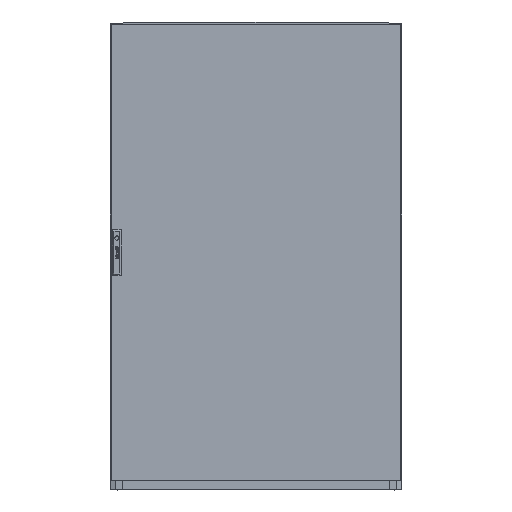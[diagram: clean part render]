
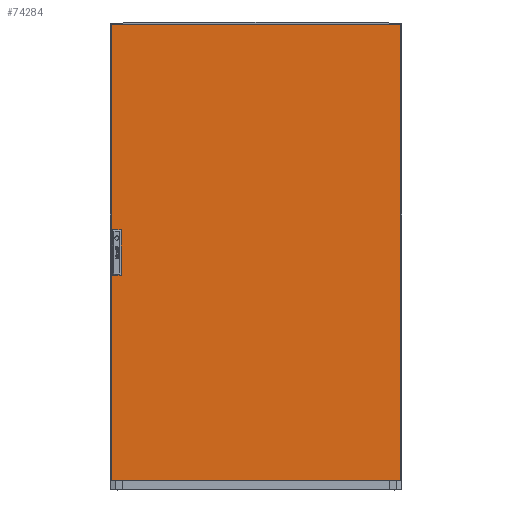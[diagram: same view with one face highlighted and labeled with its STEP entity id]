
A CAD part, top view. The second image highlights one B-rep face of the part: STEP entity #74284.
In plain terms, the highlighted planar face has unit normal (0, 0, 1).
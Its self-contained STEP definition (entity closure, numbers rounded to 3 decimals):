
#1290 = VERTEX_POINT ( 'NONE', #23675 ) ;
#2671 = CARTESIAN_POINT ( 'NONE',  ( 497., 783.5, 0. ) ) ;
#6842 = VECTOR ( 'NONE', #41056, 1000. ) ;
#7682 = ORIENTED_EDGE ( 'NONE', *, *, #80500, .T. ) ;
#9106 = VECTOR ( 'NONE', #38859, 1000. ) ;
#9544 = VECTOR ( 'NONE', #63030, 1000. ) ;
#13061 = EDGE_CURVE ( 'NONE', #105015, #70826, #61338, .T. ) ;
#17092 = DIRECTION ( 'NONE',  ( 0., -1., 0. ) ) ;
#19819 = EDGE_CURVE ( 'NONE', #1290, #105773, #37702, .T. ) ;
#23675 = CARTESIAN_POINT ( 'NONE',  ( -497., -783.5, 0. ) ) ;
#27414 = CARTESIAN_POINT ( 'NONE',  ( -493.4, 78.5, 0. ) ) ;
#27808 = FACE_BOUND ( 'NONE', #42737, .T. ) ;
#31699 = VERTEX_POINT ( 'NONE', #69091 ) ;
#31999 = LINE ( 'NONE', #97778, #6842 ) ;
#32343 = EDGE_LOOP ( 'NONE', ( #58213, #63238, #7682, #53512 ) ) ;
#36111 = VECTOR ( 'NONE', #79482, 1000. ) ;
#37702 = LINE ( 'NONE', #53440, #9544 ) ;
#38859 = DIRECTION ( 'NONE',  ( 0., -1., 0. ) ) ;
#39870 = LINE ( 'NONE', #27414, #53195 ) ;
#41056 = DIRECTION ( 'NONE',  ( -1., 0., 0. ) ) ;
#41837 = EDGE_CURVE ( 'NONE', #70826, #31699, #70370, .T. ) ;
#42737 = EDGE_LOOP ( 'NONE', ( #43799, #111957, #117792, #84464 ) ) ;
#43799 = ORIENTED_EDGE ( 'NONE', *, *, #101143, .T. ) ;
#44185 = CARTESIAN_POINT ( 'NONE',  ( 0., 0., 0. ) ) ;
#45156 = VECTOR ( 'NONE', #89589, 1000. ) ;
#46516 = DIRECTION ( 'NONE',  ( 1., 0., 0. ) ) ;
#47195 = VERTEX_POINT ( 'NONE', #60073 ) ;
#48481 = VECTOR ( 'NONE', #17092, 1000. ) ;
#50225 = LINE ( 'NONE', #2671, #122879 ) ;
#53195 = VECTOR ( 'NONE', #46516, 1000. ) ;
#53440 = CARTESIAN_POINT ( 'NONE',  ( -497., -783.5, 0. ) ) ;
#53512 = ORIENTED_EDGE ( 'NONE', *, *, #19819, .T. ) ;
#53718 = DIRECTION ( 'NONE',  ( 1., 0., 0. ) ) ;
#56535 = LINE ( 'NONE', #86069, #9106 ) ;
#57247 = EDGE_CURVE ( 'NONE', #105773, #78592, #50225, .T. ) ;
#58213 = ORIENTED_EDGE ( 'NONE', *, *, #57247, .T. ) ;
#60073 = CARTESIAN_POINT ( 'NONE',  ( -497., 783.5, 0. ) ) ;
#61338 = LINE ( 'NONE', #89015, #36111 ) ;
#63030 = DIRECTION ( 'NONE',  ( 1., 0., 0. ) ) ;
#63238 = ORIENTED_EDGE ( 'NONE', *, *, #94684, .T. ) ;
#64524 = CARTESIAN_POINT ( 'NONE',  ( -493.4, -78.5, 0. ) ) ;
#69091 = CARTESIAN_POINT ( 'NONE',  ( -463., -78.5, 0. ) ) ;
#70370 = LINE ( 'NONE', #70581, #45156 ) ;
#70581 = CARTESIAN_POINT ( 'NONE',  ( -493.4, -78.5, 0. ) ) ;
#70826 = VERTEX_POINT ( 'NONE', #64524 ) ;
#72372 = EDGE_CURVE ( 'NONE', #119751, #31699, #56535, .T. ) ;
#73668 = LINE ( 'NONE', #73797, #48481 ) ;
#73797 = CARTESIAN_POINT ( 'NONE',  ( -497., 783.5, 0. ) ) ;
#74284 = ADVANCED_FACE ( 'NONE', ( #27808, #81172 ), #109648, .T. ) ;
#76806 = CARTESIAN_POINT ( 'NONE',  ( -493.4, 78.5, 0. ) ) ;
#78592 = VERTEX_POINT ( 'NONE', #82122 ) ;
#79482 = DIRECTION ( 'NONE',  ( 0., -1., 0. ) ) ;
#80500 = EDGE_CURVE ( 'NONE', #47195, #1290, #73668, .T. ) ;
#81172 = FACE_OUTER_BOUND ( 'NONE', #32343, .T. ) ;
#82122 = CARTESIAN_POINT ( 'NONE',  ( 497., 783.5, 0. ) ) ;
#84464 = ORIENTED_EDGE ( 'NONE', *, *, #13061, .F. ) ;
#86069 = CARTESIAN_POINT ( 'NONE',  ( -463., 0., 0. ) ) ;
#89015 = CARTESIAN_POINT ( 'NONE',  ( -493.4, 0., 0. ) ) ;
#89589 = DIRECTION ( 'NONE',  ( 1., 0., 0. ) ) ;
#94684 = EDGE_CURVE ( 'NONE', #78592, #47195, #31999, .T. ) ;
#95342 = CARTESIAN_POINT ( 'NONE',  ( 497., -783.5, 0. ) ) ;
#97778 = CARTESIAN_POINT ( 'NONE',  ( -497., 783.5, 0. ) ) ;
#101143 = EDGE_CURVE ( 'NONE', #105015, #119751, #39870, .T. ) ;
#105015 = VERTEX_POINT ( 'NONE', #76806 ) ;
#105095 = CARTESIAN_POINT ( 'NONE',  ( -463., 78.5, 0. ) ) ;
#105773 = VERTEX_POINT ( 'NONE', #95342 ) ;
#109648 = PLANE ( 'NONE',  #118145 ) ;
#110472 = DIRECTION ( 'NONE',  ( 0., 0., 1. ) ) ;
#111957 = ORIENTED_EDGE ( 'NONE', *, *, #72372, .T. ) ;
#116581 = DIRECTION ( 'NONE',  ( 0., 1., 0. ) ) ;
#117792 = ORIENTED_EDGE ( 'NONE', *, *, #41837, .F. ) ;
#118145 = AXIS2_PLACEMENT_3D ( 'NONE', #44185, #110472, #53718 ) ;
#119751 = VERTEX_POINT ( 'NONE', #105095 ) ;
#122879 = VECTOR ( 'NONE', #116581, 1000. ) ;
